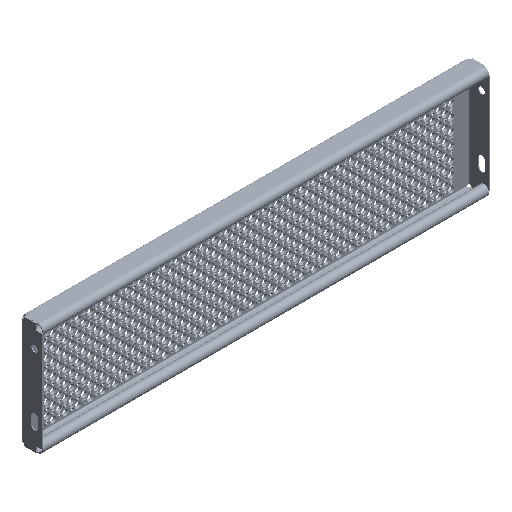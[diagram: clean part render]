
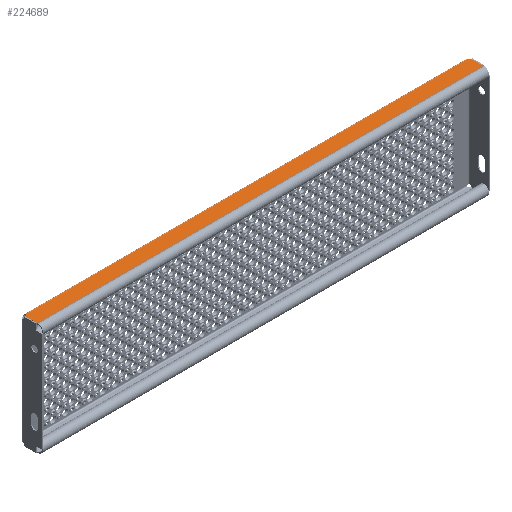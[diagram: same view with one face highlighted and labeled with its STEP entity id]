
A CAD part, isometric view. The second image highlights one B-rep face of the part: STEP entity #224689.
In plain terms, the highlighted planar face has unit normal (0, 0, 1).
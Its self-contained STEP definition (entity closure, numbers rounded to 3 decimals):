
#14265 = CARTESIAN_POINT ( 'NONE',  ( -447.99, -32.498, 112.5 ) ) ;
#14268 = VECTOR ( 'NONE', #14320, 1000. ) ;
#14269 = LINE ( 'NONE', #14265, #14268 ) ;
#14277 = DIRECTION ( 'NONE',  ( 0., -1., 0. ) ) ;
#14278 = DIRECTION ( 'NONE',  ( 0., 0., -1. ) ) ;
#14279 = CARTESIAN_POINT ( 'NONE',  ( -449., -2.288, 112.5 ) ) ;
#14280 = AXIS2_PLACEMENT_3D ( 'NONE', #14279, #14278, #14277 ) ;
#14286 = CIRCLE ( 'NONE', #14280, 5. ) ;
#14320 = DIRECTION ( 'NONE',  ( 1., 0., 0. ) ) ;
#15442 = AXIS2_PLACEMENT_3D ( 'NONE', #15490, #15524, #15523 ) ;
#15485 = FACE_OUTER_BOUND ( 'NONE', #206174, .T. ) ;
#15486 = PLANE ( 'NONE',  #15442 ) ;
#15490 = CARTESIAN_POINT ( 'NONE',  ( -449., 220.712, 112.5 ) ) ;
#15520 = DIRECTION ( 'NONE',  ( 0., 1., 0. ) ) ;
#15521 = VECTOR ( 'NONE', #15520, 1000. ) ;
#15523 = DIRECTION ( 'NONE',  ( 0., -1., 0. ) ) ;
#15524 = DIRECTION ( 'NONE',  ( 0., 0., 1. ) ) ;
#15526 = CARTESIAN_POINT ( 'NONE',  ( 447.99, -7.185, 112.5 ) ) ;
#15527 = LINE ( 'NONE', #15526, #15521 ) ;
#40531 = VERTEX_POINT ( 'NONE', #135109 ) ;
#40688 = EDGE_CURVE ( 'NONE', #82449, #83829, #135537, .T. ) ;
#40697 = VERTEX_POINT ( 'NONE', #135539 ) ;
#49164 = ORIENTED_EDGE ( 'NONE', *, *, #209178, .T. ) ;
#49351 = EDGE_CURVE ( 'NONE', #40697, #83829, #154542, .T. ) ;
#66037 = CARTESIAN_POINT ( 'NONE',  ( -447.99, -32.498, 112.5 ) ) ;
#66632 = DIRECTION ( 'NONE',  ( 0., -1., 0. ) ) ;
#66634 = VECTOR ( 'NONE', #66632, 1000. ) ;
#66637 = LINE ( 'NONE', #66644, #66634 ) ;
#66644 = CARTESIAN_POINT ( 'NONE',  ( -447.99, -7.185, 112.5 ) ) ;
#66651 = CARTESIAN_POINT ( 'NONE',  ( -447.99, -7.185, 112.5 ) ) ;
#74757 = CARTESIAN_POINT ( 'NONE',  ( -444.302, -4., 112.5 ) ) ;
#80842 = VERTEX_POINT ( 'NONE', #66037 ) ;
#80945 = EDGE_CURVE ( 'NONE', #80957, #80842, #66637, .T. ) ;
#80957 = VERTEX_POINT ( 'NONE', #66651 ) ;
#82449 = VERTEX_POINT ( 'NONE', #74757 ) ;
#83829 = VERTEX_POINT ( 'NONE', #105589 ) ;
#105589 = CARTESIAN_POINT ( 'NONE',  ( 444.302, -4., 112.5 ) ) ;
#135109 = CARTESIAN_POINT ( 'NONE',  ( 447.99, -32.498, 112.5 ) ) ;
#135534 = DIRECTION ( 'NONE',  ( 1., 0., 0. ) ) ;
#135536 = VECTOR ( 'NONE', #135534, 1000. ) ;
#135537 = LINE ( 'NONE', #135544, #135536 ) ;
#135539 = CARTESIAN_POINT ( 'NONE',  ( 447.99, -7.185, 112.5 ) ) ;
#135544 = CARTESIAN_POINT ( 'NONE',  ( -449., -4., 112.5 ) ) ;
#154517 = DIRECTION ( 'NONE',  ( 0., -1., 0. ) ) ;
#154519 = AXIS2_PLACEMENT_3D ( 'NONE', #154540, #154530, #154517 ) ;
#154530 = DIRECTION ( 'NONE',  ( 0., 0., -1. ) ) ;
#154540 = CARTESIAN_POINT ( 'NONE',  ( 449., -2.288, 112.5 ) ) ;
#154542 = CIRCLE ( 'NONE', #154519, 5. ) ;
#206174 = EDGE_LOOP ( 'NONE', ( #49164, #207696, #209143, #206860, #209076, #209153 ) ) ;
#206860 = ORIENTED_EDGE ( 'NONE', *, *, #40688, .F. ) ;
#207696 = ORIENTED_EDGE ( 'NONE', *, *, #224709, .T. ) ;
#209076 = ORIENTED_EDGE ( 'NONE', *, *, #209136, .T. ) ;
#209136 = EDGE_CURVE ( 'NONE', #82449, #80957, #14286, .T. ) ;
#209143 = ORIENTED_EDGE ( 'NONE', *, *, #49351, .T. ) ;
#209153 = ORIENTED_EDGE ( 'NONE', *, *, #80945, .T. ) ;
#209178 = EDGE_CURVE ( 'NONE', #80842, #40531, #14269, .T. ) ;
#224689 = ADVANCED_FACE ( 'NONE', ( #15485 ), #15486, .T. ) ;
#224709 = EDGE_CURVE ( 'NONE', #40531, #40697, #15527, .T. ) ;
